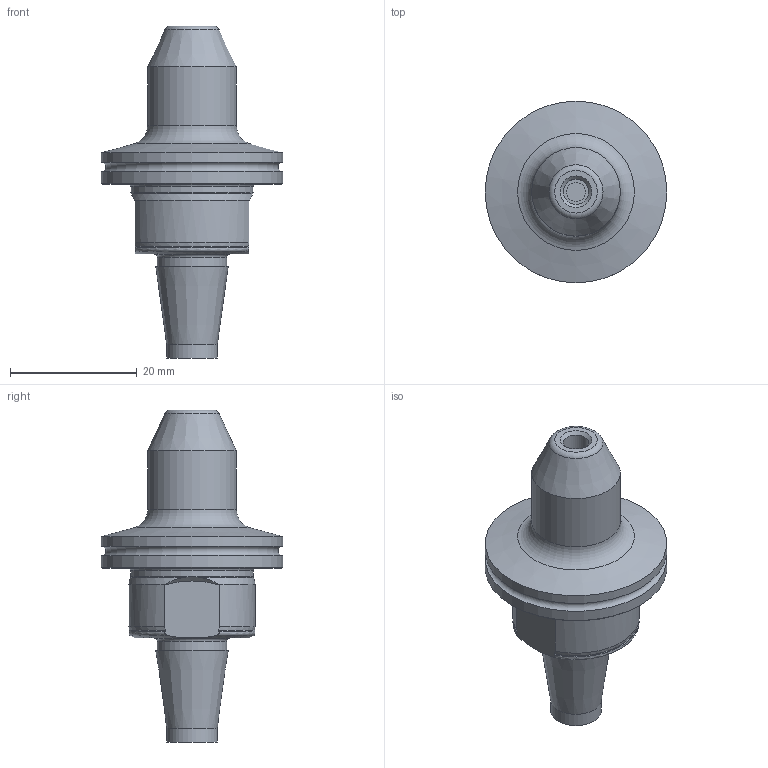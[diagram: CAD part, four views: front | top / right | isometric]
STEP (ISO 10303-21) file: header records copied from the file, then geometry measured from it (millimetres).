
FILE_DESCRIPTION(/* description */ (''),/* implementation_level */ '2;1');
FILE_NAME(/* name */ '10001285375nxv000_00_214.stp',/* time_stamp */ '2024-03-11T10:27:40+01:00',/* author */ (''),/* organization */ (''),/* preprocessor_version */ 'ST-DEVELOPER v18.1',/* originating_system */ 'SIEMENS PLM Software NX 2000',/* authorisation */ '');
FILE_SCHEMA (('AUTOMOTIVE_DESIGN { 1 0 10303 214 3 1 1 1 }'));
Length unit declared in the file: millimetre
Products named in the file (1): 10001285375nxv000_00
Bounding box: 28.7 x 28.7 x 52.43 mm (x, y, z)
Volume: 10551.9 mm3; surface area: 3882.2 mm2
Topology: 1 solids, 1 shells, 51 faces, 116 edges, 73 vertices
Faces by surface type: cone 18, cylinder 12, torus 11, plane 10
Full cylindrical faces by diameter (mm): 3 x1, 4 x1, 5 x1, 8 x1, 11 x1, 12 x1, 14 x1, 19.4 x1, 28.7 x2
Entity records: 1382 total; most frequent: CARTESIAN_POINT 366, DIRECTION 208, ORIENTED_EDGE 170, AXIS2_PLACEMENT_3D 101, EDGE_CURVE 85, EDGE_LOOP 82, VERTEX_POINT 67, FACE_BOUND 62
